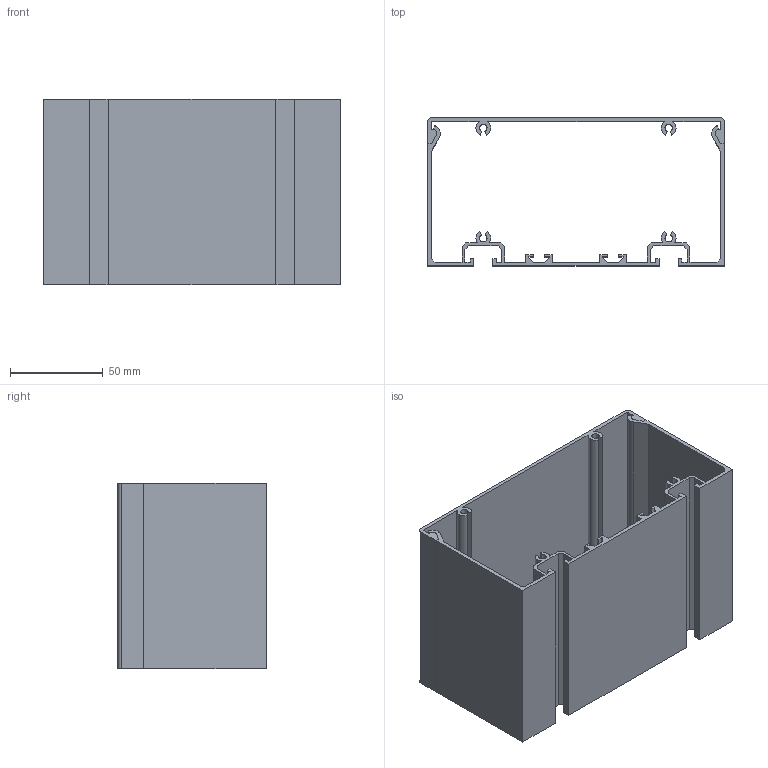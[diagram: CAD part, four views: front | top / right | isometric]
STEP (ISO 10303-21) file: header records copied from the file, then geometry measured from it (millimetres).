
FILE_DESCRIPTION (( 'STEP AP214' ), '1' );
FILE_NAME ('CC8016 Ïðîôèëü êàáåëü-êàíàëà 80õ160 (Àí. ñåðåáðî).STEP', '2026-03-09T18:15:18', ( '' ), ( '' ), 'SwSTEP 2.0', 'SolidWorks 2026', '' );
FILE_SCHEMA (( 'AUTOMOTIVE_DESIGN' ));
Length unit declared in the file: millimetre
Products named in the file (3): Алюм. кабель, крышка 80х160_00; Корпус 80х160_00; CC8016 Профиль кабель-канала 80х160 (Ан. серебро)
Assembly tree (2 placements, depth 2):
  CC8016 Профиль кабель-канала 80х160 (Ан. серебро)
    Корпус 80х160_00
    Алюм. кабель, крышка 80х160_00
Bounding box: 160 x 80 x 100 mm (x, y, z)
Volume: 128670.8 mm3; surface area: 130213.8 mm2
Topology: 2 solids, 2 shells, 156 faces, 456 edges, 304 vertices
Faces by surface type: plane 110, cylinder 46
Entity records: 5240 total; most frequent: CARTESIAN_POINT 921, ORIENTED_EDGE 912, DIRECTION 870, EDGE_CURVE 456, LINE 364, VECTOR 364, VERTEX_POINT 304, AXIS2_PLACEMENT_3D 253
